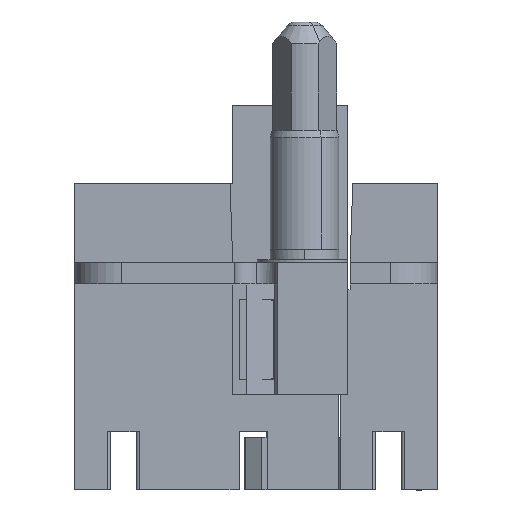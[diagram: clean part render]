
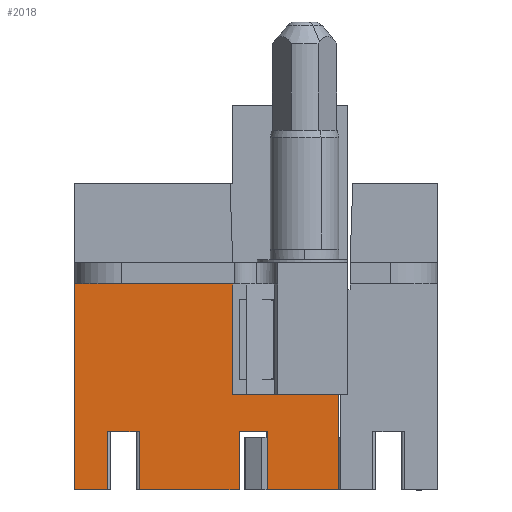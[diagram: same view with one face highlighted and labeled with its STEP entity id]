
A CAD part, front view. The second image highlights one B-rep face of the part: STEP entity #2018.
In plain terms, the highlighted planar face has unit normal (0, -1, 0).
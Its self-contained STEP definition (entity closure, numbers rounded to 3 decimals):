
#1719=AXIS2_PLACEMENT_3D('Plane Axis2P3D',#1716,#1717,#1718) ;
#71=CARTESIAN_POINT('Vertex',(0.,7.75,0.)) ;
#74=CARTESIAN_POINT('Line Origine',(0.,7.75,9.75)) ;
#78=CARTESIAN_POINT('Vertex',(0.,7.75,19.5)) ;
#1716=CARTESIAN_POINT('Axis2P3D Location',(0.,7.75,0.)) ;
#1881=CARTESIAN_POINT('Line Origine',(10.869,7.75,0.)) ;
#1885=CARTESIAN_POINT('Vertex',(15.6,7.75,0.)) ;
#1887=CARTESIAN_POINT('Vertex',(6.138,7.75,0.)) ;
#1890=CARTESIAN_POINT('Line Origine',(15.6,7.75,2.75)) ;
#1894=CARTESIAN_POINT('Vertex',(15.6,7.75,5.5)) ;
#1897=CARTESIAN_POINT('Line Origine',(16.93,7.75,5.5)) ;
#1901=CARTESIAN_POINT('Vertex',(18.26,7.75,5.5)) ;
#1904=CARTESIAN_POINT('Line Origine',(18.26,7.75,2.75)) ;
#1908=CARTESIAN_POINT('Vertex',(18.26,7.75,0.)) ;
#1911=CARTESIAN_POINT('Line Origine',(21.63,7.75,0.)) ;
#1915=CARTESIAN_POINT('Vertex',(25.,7.75,0.)) ;
#1918=CARTESIAN_POINT('Line Origine',(25.,7.75,4.5)) ;
#1922=CARTESIAN_POINT('Vertex',(25.,7.75,9.)) ;
#1925=CARTESIAN_POINT('Line Origine',(24.337,7.75,9.)) ;
#1929=CARTESIAN_POINT('Vertex',(23.674,7.75,9.)) ;
#1932=CARTESIAN_POINT('Line Origine',(23.674,7.75,9.686)) ;
#1936=CARTESIAN_POINT('Vertex',(23.674,7.75,10.372)) ;
#1939=CARTESIAN_POINT('Line Origine',(21.476,7.75,10.372)) ;
#1943=CARTESIAN_POINT('Vertex',(19.278,7.75,10.372)) ;
#1946=CARTESIAN_POINT('Line Origine',(19.278,7.75,9.686)) ;
#1950=CARTESIAN_POINT('Vertex',(19.278,7.75,9.)) ;
#1953=CARTESIAN_POINT('Line Origine',(17.139,7.75,9.)) ;
#1957=CARTESIAN_POINT('Vertex',(15.,7.75,9.)) ;
#1960=CARTESIAN_POINT('Line Origine',(15.,7.75,14.25)) ;
#1964=CARTESIAN_POINT('Vertex',(15.,7.75,19.5)) ;
#1967=CARTESIAN_POINT('Line Origine',(7.5,7.75,19.5)) ;
#1972=CARTESIAN_POINT('Line Origine',(1.581,7.75,0.)) ;
#1976=CARTESIAN_POINT('Vertex',(3.163,7.75,0.)) ;
#1979=CARTESIAN_POINT('Line Origine',(3.163,7.75,2.75)) ;
#1983=CARTESIAN_POINT('Vertex',(3.163,7.75,5.5)) ;
#1986=CARTESIAN_POINT('Line Origine',(4.65,7.75,5.5)) ;
#1990=CARTESIAN_POINT('Vertex',(6.138,7.75,5.5)) ;
#1993=CARTESIAN_POINT('Line Origine',(6.138,7.75,2.75)) ;
#75=DIRECTION('Vector Direction',(0.,0.,1.)) ;
#1717=DIRECTION('Axis2P3D Direction',(0.,-1.,0.)) ;
#1718=DIRECTION('Axis2P3D XDirection',(1.,0.,0.)) ;
#1882=DIRECTION('Vector Direction',(1.,0.,0.)) ;
#1891=DIRECTION('Vector Direction',(0.,0.,1.)) ;
#1898=DIRECTION('Vector Direction',(1.,0.,0.)) ;
#1905=DIRECTION('Vector Direction',(0.,0.,1.)) ;
#1912=DIRECTION('Vector Direction',(1.,0.,0.)) ;
#1919=DIRECTION('Vector Direction',(0.,0.,1.)) ;
#1926=DIRECTION('Vector Direction',(-1.,0.,0.)) ;
#1933=DIRECTION('Vector Direction',(0.,0.,1.)) ;
#1940=DIRECTION('Vector Direction',(-1.,0.,0.)) ;
#1947=DIRECTION('Vector Direction',(0.,0.,1.)) ;
#1954=DIRECTION('Vector Direction',(-1.,0.,0.)) ;
#1961=DIRECTION('Vector Direction',(0.,0.,1.)) ;
#1968=DIRECTION('Vector Direction',(1.,0.,0.)) ;
#1973=DIRECTION('Vector Direction',(1.,0.,0.)) ;
#1980=DIRECTION('Vector Direction',(0.,0.,1.)) ;
#1987=DIRECTION('Vector Direction',(1.,0.,0.)) ;
#1994=DIRECTION('Vector Direction',(0.,0.,1.)) ;
#76=VECTOR('Line Direction',#75,1.) ;
#1883=VECTOR('Line Direction',#1882,1.) ;
#1892=VECTOR('Line Direction',#1891,1.) ;
#1899=VECTOR('Line Direction',#1898,1.) ;
#1906=VECTOR('Line Direction',#1905,1.) ;
#1913=VECTOR('Line Direction',#1912,1.) ;
#1920=VECTOR('Line Direction',#1919,1.) ;
#1927=VECTOR('Line Direction',#1926,1.) ;
#1934=VECTOR('Line Direction',#1933,1.) ;
#1941=VECTOR('Line Direction',#1940,1.) ;
#1948=VECTOR('Line Direction',#1947,1.) ;
#1955=VECTOR('Line Direction',#1954,1.) ;
#1962=VECTOR('Line Direction',#1961,1.) ;
#1969=VECTOR('Line Direction',#1968,1.) ;
#1974=VECTOR('Line Direction',#1973,1.) ;
#1981=VECTOR('Line Direction',#1980,1.) ;
#1988=VECTOR('Line Direction',#1987,1.) ;
#1995=VECTOR('Line Direction',#1994,1.) ;
#1999=ORIENTED_EDGE('',*,*,#1889,.F.) ;
#2000=ORIENTED_EDGE('',*,*,#1896,.T.) ;
#2001=ORIENTED_EDGE('',*,*,#1903,.T.) ;
#2002=ORIENTED_EDGE('',*,*,#1910,.F.) ;
#2003=ORIENTED_EDGE('',*,*,#1917,.F.) ;
#2004=ORIENTED_EDGE('',*,*,#1924,.T.) ;
#2005=ORIENTED_EDGE('',*,*,#1931,.F.) ;
#2006=ORIENTED_EDGE('',*,*,#1938,.T.) ;
#2007=ORIENTED_EDGE('',*,*,#1945,.T.) ;
#2008=ORIENTED_EDGE('',*,*,#1952,.F.) ;
#2009=ORIENTED_EDGE('',*,*,#1959,.F.) ;
#2010=ORIENTED_EDGE('',*,*,#1966,.T.) ;
#2011=ORIENTED_EDGE('',*,*,#1971,.F.) ;
#2012=ORIENTED_EDGE('',*,*,#80,.F.) ;
#2013=ORIENTED_EDGE('',*,*,#1978,.F.) ;
#2014=ORIENTED_EDGE('',*,*,#1985,.T.) ;
#2015=ORIENTED_EDGE('',*,*,#1992,.F.) ;
#2016=ORIENTED_EDGE('',*,*,#1997,.F.) ;
#2018=ADVANCED_FACE('Hauptk\X2\00F6\X0\rper',(#2017),#1720,.T.) ;
#80=EDGE_CURVE('',#72,#79,#77,.T.) ;
#1889=EDGE_CURVE('',#1886,#1888,#1884,.F.) ;
#1896=EDGE_CURVE('',#1886,#1895,#1893,.T.) ;
#1903=EDGE_CURVE('',#1895,#1902,#1900,.T.) ;
#1910=EDGE_CURVE('',#1909,#1902,#1907,.T.) ;
#1917=EDGE_CURVE('',#1916,#1909,#1914,.F.) ;
#1924=EDGE_CURVE('',#1916,#1923,#1921,.T.) ;
#1931=EDGE_CURVE('',#1930,#1923,#1928,.F.) ;
#1938=EDGE_CURVE('',#1930,#1937,#1935,.T.) ;
#1945=EDGE_CURVE('',#1937,#1944,#1942,.T.) ;
#1952=EDGE_CURVE('',#1951,#1944,#1949,.T.) ;
#1959=EDGE_CURVE('',#1958,#1951,#1956,.F.) ;
#1966=EDGE_CURVE('',#1958,#1965,#1963,.T.) ;
#1971=EDGE_CURVE('',#79,#1965,#1970,.T.) ;
#1978=EDGE_CURVE('',#1977,#72,#1975,.F.) ;
#1985=EDGE_CURVE('',#1977,#1984,#1982,.T.) ;
#1992=EDGE_CURVE('',#1991,#1984,#1989,.F.) ;
#1997=EDGE_CURVE('',#1888,#1991,#1996,.T.) ;
#1998=EDGE_LOOP('',(#1999,#2000,#2001,#2002,#2003,#2004,#2005,#2006,#2007,#2008,#2009,#2010,#2011,#2012,#2013,#2014,#2015,#2016)) ;
#2017=FACE_OUTER_BOUND('',#1998,.T.) ;
#77=LINE('Line',#74,#76) ;
#1884=LINE('Line',#1881,#1883) ;
#1893=LINE('Line',#1890,#1892) ;
#1900=LINE('Line',#1897,#1899) ;
#1907=LINE('Line',#1904,#1906) ;
#1914=LINE('Line',#1911,#1913) ;
#1921=LINE('Line',#1918,#1920) ;
#1928=LINE('Line',#1925,#1927) ;
#1935=LINE('Line',#1932,#1934) ;
#1942=LINE('Line',#1939,#1941) ;
#1949=LINE('Line',#1946,#1948) ;
#1956=LINE('Line',#1953,#1955) ;
#1963=LINE('Line',#1960,#1962) ;
#1970=LINE('Line',#1967,#1969) ;
#1975=LINE('Line',#1972,#1974) ;
#1982=LINE('Line',#1979,#1981) ;
#1989=LINE('Line',#1986,#1988) ;
#1996=LINE('Line',#1993,#1995) ;
#1720=PLANE('',#1719) ;
#72=VERTEX_POINT('',#71) ;
#79=VERTEX_POINT('',#78) ;
#1886=VERTEX_POINT('',#1885) ;
#1888=VERTEX_POINT('',#1887) ;
#1895=VERTEX_POINT('',#1894) ;
#1902=VERTEX_POINT('',#1901) ;
#1909=VERTEX_POINT('',#1908) ;
#1916=VERTEX_POINT('',#1915) ;
#1923=VERTEX_POINT('',#1922) ;
#1930=VERTEX_POINT('',#1929) ;
#1937=VERTEX_POINT('',#1936) ;
#1944=VERTEX_POINT('',#1943) ;
#1951=VERTEX_POINT('',#1950) ;
#1958=VERTEX_POINT('',#1957) ;
#1965=VERTEX_POINT('',#1964) ;
#1977=VERTEX_POINT('',#1976) ;
#1984=VERTEX_POINT('',#1983) ;
#1991=VERTEX_POINT('',#1990) ;
